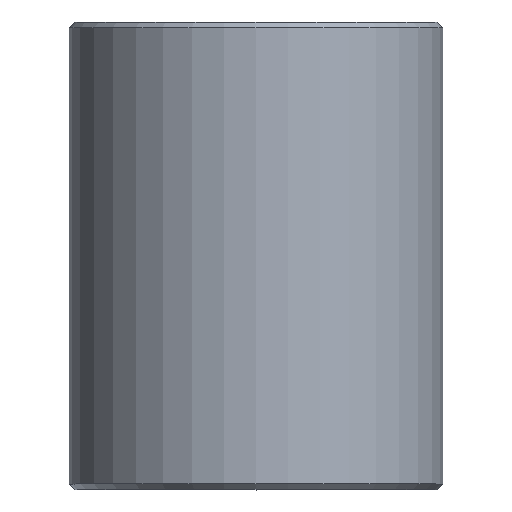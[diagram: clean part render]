
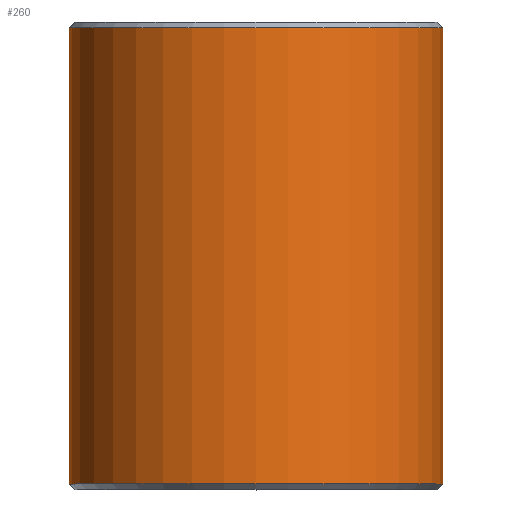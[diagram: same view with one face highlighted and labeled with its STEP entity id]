
A CAD part, top view. The second image highlights one B-rep face of the part: STEP entity #260.
In plain terms, the highlighted cylindrical face has radius 10 mm (diameter 20 mm), a partial arc.
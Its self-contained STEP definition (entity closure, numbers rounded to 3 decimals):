
#62=DIRECTION('',(0.,1.,0.));
#63=VECTOR('',#62,24.4);
#64=CARTESIAN_POINT('',(10.,0.3,0.));
#65=LINE('',#64,#63);
#79=CARTESIAN_POINT('',(0.,0.3,0.));
#80=DIRECTION('',(0.,-1.,0.));
#81=DIRECTION('',(1.,0.,0.));
#82=AXIS2_PLACEMENT_3D('',#79,#80,#81);
#84=DIRECTION('',(0.,1.,0.));
#85=VECTOR('',#84,24.4);
#86=CARTESIAN_POINT('',(-10.,0.3,0.));
#87=LINE('',#86,#85);
#88=CARTESIAN_POINT('',(0.,24.7,0.));
#89=DIRECTION('',(0.,1.,0.));
#90=DIRECTION('',(-1.,0.,0.));
#91=AXIS2_PLACEMENT_3D('',#88,#89,#90);
#105=CARTESIAN_POINT('',(10.,0.3,0.));
#106=CARTESIAN_POINT('',(-10.,0.3,0.));
#107=VERTEX_POINT('',#105);
#108=VERTEX_POINT('',#106);
#113=CARTESIAN_POINT('',(-10.,24.7,0.));
#114=CARTESIAN_POINT('',(10.,24.7,0.));
#115=VERTEX_POINT('',#113);
#116=VERTEX_POINT('',#114);
#249=CARTESIAN_POINT('',(0.,0.,0.));
#250=DIRECTION('',(0.,1.,0.));
#251=DIRECTION('',(1.,0.,0.));
#252=AXIS2_PLACEMENT_3D('',#249,#250,#251);
#253=CYLINDRICAL_SURFACE('',#252,10.);
#254=ORIENTED_EDGE('',*,*,#243,.T.);
#255=ORIENTED_EDGE('',*,*,#217,.T.);
#256=ORIENTED_EDGE('',*,*,#187,.T.);
#257=ORIENTED_EDGE('',*,*,#214,.F.);
#258=EDGE_LOOP('',(#254,#255,#256,#257));
#259=FACE_OUTER_BOUND('',#258,.F.);
#260=ADVANCED_FACE('',(#259),#253,.T.);
#83=CIRCLE('',#82,10.);
#92=CIRCLE('',#91,10.);
#187=EDGE_CURVE('',#115,#116,#92,.T.);
#214=EDGE_CURVE('',#107,#116,#65,.T.);
#217=EDGE_CURVE('',#108,#115,#87,.T.);
#243=EDGE_CURVE('',#107,#108,#83,.T.);
